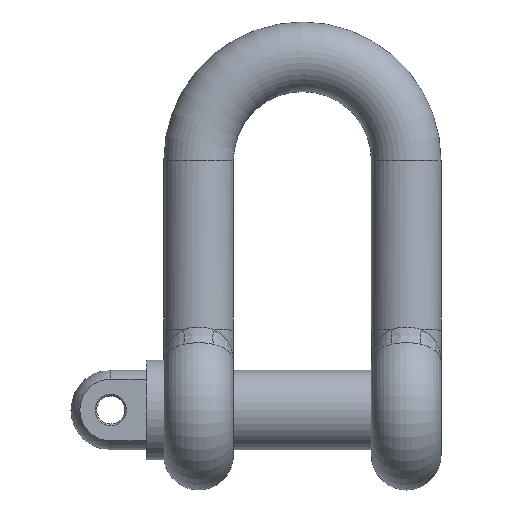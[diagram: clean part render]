
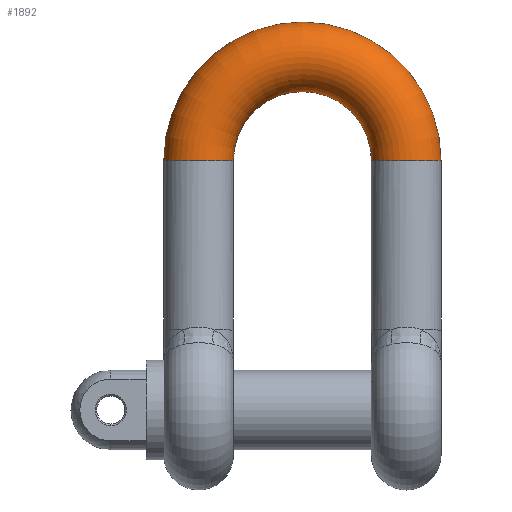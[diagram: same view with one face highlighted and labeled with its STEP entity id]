
A CAD part, top view. The second image highlights one B-rep face of the part: STEP entity #1892.
In plain terms, the highlighted toroidal (fillet/blend) face has major radius 33.1 mm and minor radius 11.1 mm.
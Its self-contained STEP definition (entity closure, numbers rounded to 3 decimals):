
#52 = CIRCLE ( 'NONE', #1956, 44.2 ) ;
#67 = EDGE_LOOP ( 'NONE', ( #2117, #2124, #2126, #2138 ) ) ;
#81 = CARTESIAN_POINT ( 'NONE',  ( -44.2, 79.5, 0. ) ) ;
#92 = DIRECTION ( 'NONE',  ( 0., 0., -1. ) ) ;
#173 = CARTESIAN_POINT ( 'NONE',  ( 22., 79.5, 0. ) ) ;
#176 = EDGE_CURVE ( 'NONE', #713, #1253, #393, .T. ) ;
#228 = FACE_OUTER_BOUND ( 'NONE', #67, .T. ) ;
#391 = AXIS2_PLACEMENT_3D ( 'NONE', #1450, #1446, #1442 ) ;
#393 = CIRCLE ( 'NONE', #391, 11.1 ) ;
#713 = VERTEX_POINT ( 'NONE', #944 ) ;
#733 = CARTESIAN_POINT ( 'NONE',  ( -22., 79.5, 0. ) ) ;
#855 = TOROIDAL_SURFACE ( 'NONE', #2417, 33.1, 11.1 ) ;
#871 = VERTEX_POINT ( 'NONE', #733 ) ;
#944 = CARTESIAN_POINT ( 'NONE',  ( 44.2, 79.5, 0. ) ) ;
#990 = CARTESIAN_POINT ( 'NONE',  ( 0., 79.5, 0. ) ) ;
#1013 = DIRECTION ( 'NONE',  ( 0., 0., -1. ) ) ;
#1131 = CARTESIAN_POINT ( 'NONE',  ( -33.1, 79.5, 0. ) ) ;
#1143 = DIRECTION ( 'NONE',  ( -1., 0., 0. ) ) ;
#1253 = VERTEX_POINT ( 'NONE', #173 ) ;
#1442 = DIRECTION ( 'NONE',  ( 0., 0., 1. ) ) ;
#1446 = DIRECTION ( 'NONE',  ( 0., -1., 0. ) ) ;
#1450 = CARTESIAN_POINT ( 'NONE',  ( 33.1, 79.5, 0. ) ) ;
#1553 = AXIS2_PLACEMENT_3D ( 'NONE', #1131, #2028, #2727 ) ;
#1652 = CIRCLE ( 'NONE', #1553, 11.1 ) ;
#1892 = ADVANCED_FACE ( 'NONE', ( #228 ), #855, .T. ) ;
#1931 = DIRECTION ( 'NONE',  ( 0., 0., -1. ) ) ;
#1948 = DIRECTION ( 'NONE',  ( -1., 0., 0. ) ) ;
#1950 = EDGE_CURVE ( 'NONE', #2273, #713, #52, .T. ) ;
#1956 = AXIS2_PLACEMENT_3D ( 'NONE', #2234, #92, #1143 ) ;
#2028 = DIRECTION ( 'NONE',  ( 0., 1., 0. ) ) ;
#2039 = EDGE_CURVE ( 'NONE', #871, #1253, #2698, .T. ) ;
#2117 = ORIENTED_EDGE ( 'NONE', *, *, #1950, .F. ) ;
#2124 = ORIENTED_EDGE ( 'NONE', *, *, #2284, .T. ) ;
#2126 = ORIENTED_EDGE ( 'NONE', *, *, #2039, .T. ) ;
#2138 = ORIENTED_EDGE ( 'NONE', *, *, #176, .F. ) ;
#2234 = CARTESIAN_POINT ( 'NONE',  ( 0., 79.5, 0. ) ) ;
#2273 = VERTEX_POINT ( 'NONE', #81 ) ;
#2284 = EDGE_CURVE ( 'NONE', #2273, #871, #1652, .T. ) ;
#2417 = AXIS2_PLACEMENT_3D ( 'NONE', #2815, #1013, #1948 ) ;
#2655 = DIRECTION ( 'NONE',  ( -1., 0., 0. ) ) ;
#2671 = AXIS2_PLACEMENT_3D ( 'NONE', #990, #1931, #2655 ) ;
#2698 = CIRCLE ( 'NONE', #2671, 22. ) ;
#2727 = DIRECTION ( 'NONE',  ( 0., 0., 1. ) ) ;
#2815 = CARTESIAN_POINT ( 'NONE',  ( 0., 79.5, 0. ) ) ;
